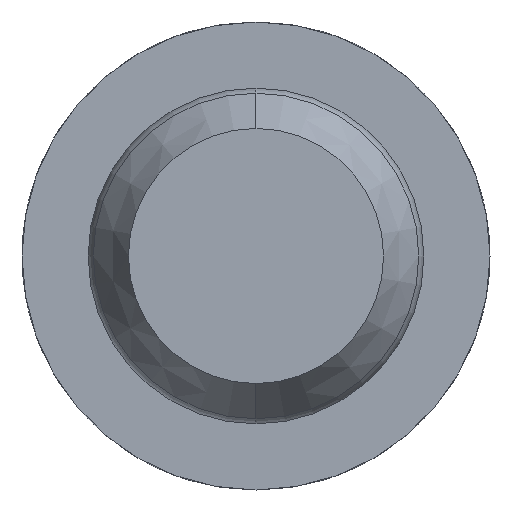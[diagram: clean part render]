
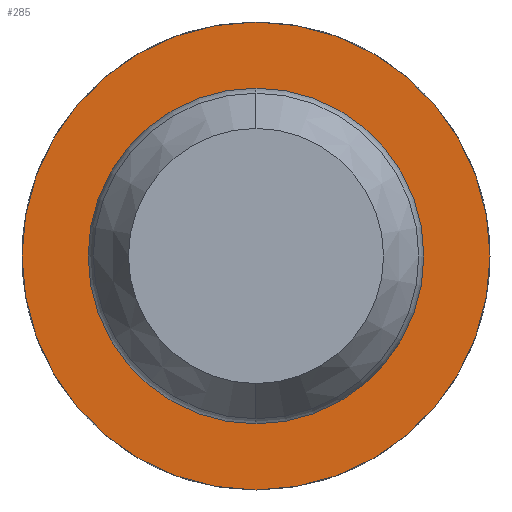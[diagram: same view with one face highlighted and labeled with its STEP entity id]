
A CAD part, front view. The second image highlights one B-rep face of the part: STEP entity #285.
In plain terms, the highlighted planar face has unit normal (0, -1, 0).
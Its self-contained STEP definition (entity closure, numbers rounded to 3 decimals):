
#193 = DIRECTION ( 'NONE',  ( 0., 0., 1. ) ) ;
#285 = ADVANCED_FACE ( 'NONE', ( #2328, #915 ), #1544, .F. ) ;
#347 = CARTESIAN_POINT ( 'NONE',  ( 0., -10.5, 0. ) ) ;
#414 = DIRECTION ( 'NONE',  ( 0., 1., 0. ) ) ;
#434 = EDGE_LOOP ( 'NONE', ( #3442, #2871 ) ) ;
#480 = AXIS2_PLACEMENT_3D ( 'NONE', #1520, #2019, #1772 ) ;
#547 = AXIS2_PLACEMENT_3D ( 'NONE', #3454, #414, #698 ) ;
#698 = DIRECTION ( 'NONE',  ( 0., 0., 1. ) ) ;
#699 = ORIENTED_EDGE ( 'NONE', *, *, #940, .F. ) ;
#834 = VERTEX_POINT ( 'NONE', #2251 ) ;
#915 = FACE_BOUND ( 'NONE', #434, .T. ) ;
#940 = EDGE_CURVE ( 'NONE', #1435, #1073, #1934, .T. ) ;
#960 = DIRECTION ( 'NONE',  ( 0., 0., 1. ) ) ;
#1073 = VERTEX_POINT ( 'NONE', #1907 ) ;
#1431 = CARTESIAN_POINT ( 'NONE',  ( 0., -10.5, 0. ) ) ;
#1435 = VERTEX_POINT ( 'NONE', #2375 ) ;
#1509 = DIRECTION ( 'NONE',  ( 0., 0., 1. ) ) ;
#1520 = CARTESIAN_POINT ( 'NONE',  ( 0., -10.5, 0. ) ) ;
#1544 = PLANE ( 'NONE',  #547 ) ;
#1613 = DIRECTION ( 'NONE',  ( 0., 1., 0. ) ) ;
#1772 = DIRECTION ( 'NONE',  ( 0., 0., 1. ) ) ;
#1818 = ORIENTED_EDGE ( 'NONE', *, *, #2640, .F. ) ;
#1880 = CARTESIAN_POINT ( 'NONE',  ( 0., -10.5, 0. ) ) ;
#1907 = CARTESIAN_POINT ( 'NONE',  ( 0., -10.5, 1.15 ) ) ;
#1934 = CIRCLE ( 'NONE', #3473, 1.15 ) ;
#2016 = CARTESIAN_POINT ( 'NONE',  ( 0., -10.5, 0.825 ) ) ;
#2019 = DIRECTION ( 'NONE',  ( 0., 1., 0. ) ) ;
#2040 = DIRECTION ( 'NONE',  ( 0., 1., 0. ) ) ;
#2047 = EDGE_CURVE ( 'NONE', #834, #3356, #2887, .T. ) ;
#2245 = EDGE_LOOP ( 'NONE', ( #1818, #699 ) ) ;
#2251 = CARTESIAN_POINT ( 'NONE',  ( 0., -10.5, -0.825 ) ) ;
#2320 = DIRECTION ( 'NONE',  ( 0., 1., 0. ) ) ;
#2328 = FACE_OUTER_BOUND ( 'NONE', #2245, .T. ) ;
#2375 = CARTESIAN_POINT ( 'NONE',  ( 0., -10.5, -1.15 ) ) ;
#2468 = AXIS2_PLACEMENT_3D ( 'NONE', #1880, #1613, #193 ) ;
#2500 = CIRCLE ( 'NONE', #480, 1.15 ) ;
#2542 = CIRCLE ( 'NONE', #2468, 0.825 ) ;
#2640 = EDGE_CURVE ( 'NONE', #1073, #1435, #2500, .T. ) ;
#2871 = ORIENTED_EDGE ( 'NONE', *, *, #2047, .T. ) ;
#2887 = CIRCLE ( 'NONE', #3380, 0.825 ) ;
#2993 = EDGE_CURVE ( 'NONE', #3356, #834, #2542, .T. ) ;
#3356 = VERTEX_POINT ( 'NONE', #2016 ) ;
#3380 = AXIS2_PLACEMENT_3D ( 'NONE', #1431, #2040, #1509 ) ;
#3442 = ORIENTED_EDGE ( 'NONE', *, *, #2993, .T. ) ;
#3454 = CARTESIAN_POINT ( 'NONE',  ( 1.15, -10.5, 0. ) ) ;
#3473 = AXIS2_PLACEMENT_3D ( 'NONE', #347, #2320, #960 ) ;
